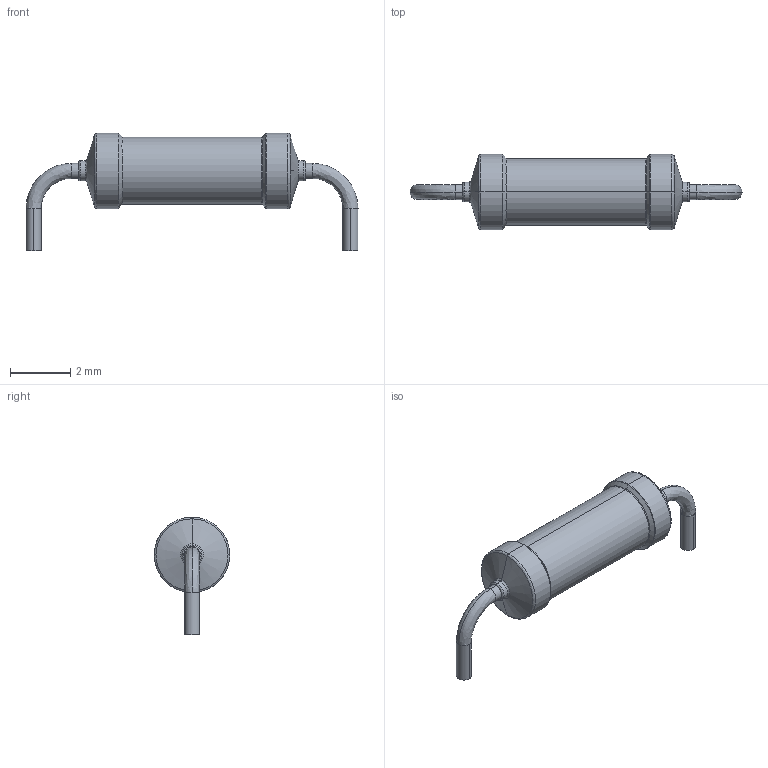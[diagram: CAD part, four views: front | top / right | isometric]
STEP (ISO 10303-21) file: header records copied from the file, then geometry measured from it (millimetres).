
FILE_DESCRIPTION (( 'STEP AP214' ), '1' );
FILE_NAME ('User Library-NFR25H.STEP', '2019-01-04T10:47:22', ( '' ), ( '' ), 'SwSTEP 2.0', 'SolidWorks 2018', '' );
FILE_SCHEMA (( 'AUTOMOTIVE_DESIGN' ));
Length unit declared in the file: millimetre
Products named in the file (4): User Library-NFR25H_Revolution; User Library-NFR25H_Sweep; User Library-NFR25H; User Library-NFR25H_Sweep_(Mirror_#1)
Assembly tree (3 placements, depth 2):
  User Library-NFR25H
    User Library-NFR25H_Sweep_(Mirror_#1)
    User Library-NFR25H_Sweep
    User Library-NFR25H_Revolution
Bounding box: 10.99 x 2.5 x 3.9 mm (x, y, z)
Volume: 29.6 mm3; surface area: 71.5 mm2
Topology: 3 solids, 3 shells, 56 faces, 114 edges, 64 vertices
Faces by surface type: bspline 24, cylinder 18, cone 8, plane 6
Entity records: 2508 total; most frequent: CARTESIAN_POINT 612, DIRECTION 270, ORIENTED_EDGE 228, AXIS2_PLACEMENT_3D 122, EDGE_CURVE 114, CIRCLE 84, UNCERTAINTY_MEASURE_WITH_UNIT 66, VERTEX_POINT 64
